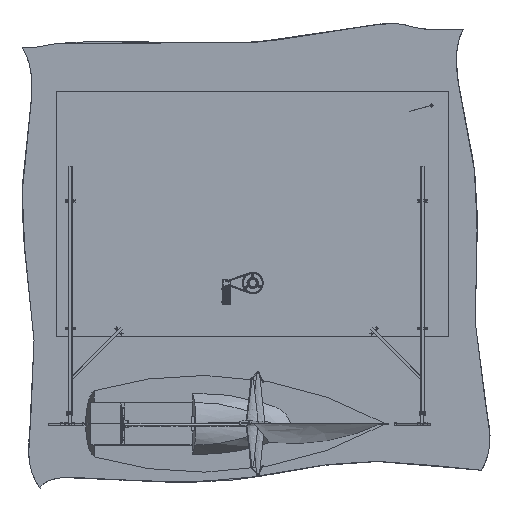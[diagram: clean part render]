
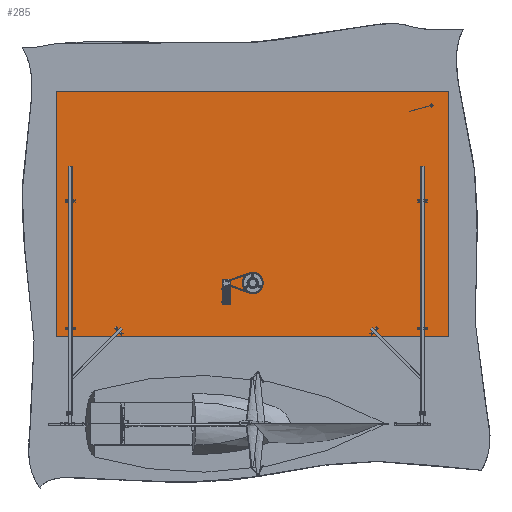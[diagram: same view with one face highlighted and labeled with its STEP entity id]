
A CAD part, top view. The second image highlights one B-rep face of the part: STEP entity #285.
In plain terms, the highlighted planar face has unit normal (0, 0, 1).
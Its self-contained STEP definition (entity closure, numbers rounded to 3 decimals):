
#267 = VERTEX_POINT('',#268);
#268 = CARTESIAN_POINT('',(7353.066,4431.5,500.));
#273 = EDGE_CURVE('',#267,#267,#274,.T.);
#274 = CIRCLE('',#275,60.);
#275 = AXIS2_PLACEMENT_3D('',#276,#277,#278);
#276 = CARTESIAN_POINT('',(7293.066,4431.5,500.));
#277 = DIRECTION('',(0.,0.,-1.));
#278 = DIRECTION('',(-1.,0.,0.));
#285 = ADVANCED_FACE('',(#286,#320,#323),#334,.T.);
#286 = FACE_BOUND('',#287,.T.);
#287 = EDGE_LOOP('',(#288,#298,#306,#314));
#288 = ORIENTED_EDGE('',*,*,#289,.F.);
#289 = EDGE_CURVE('',#290,#292,#294,.T.);
#290 = VERTEX_POINT('',#291);
#291 = CARTESIAN_POINT('',(8000.,5000.,500.));
#292 = VERTEX_POINT('',#293);
#293 = CARTESIAN_POINT('',(8000.,-5000.,500.));
#294 = LINE('',#295,#296);
#295 = CARTESIAN_POINT('',(8000.,5000.,500.));
#296 = VECTOR('',#297,1.);
#297 = DIRECTION('',(0.,-1.,0.));
#298 = ORIENTED_EDGE('',*,*,#299,.F.);
#299 = EDGE_CURVE('',#300,#290,#302,.T.);
#300 = VERTEX_POINT('',#301);
#301 = CARTESIAN_POINT('',(-8000.,5000.,500.));
#302 = LINE('',#303,#304);
#303 = CARTESIAN_POINT('',(-8000.,5000.,500.));
#304 = VECTOR('',#305,1.);
#305 = DIRECTION('',(1.,0.,0.));
#306 = ORIENTED_EDGE('',*,*,#307,.F.);
#307 = EDGE_CURVE('',#308,#300,#310,.T.);
#308 = VERTEX_POINT('',#309);
#309 = CARTESIAN_POINT('',(-8000.,-5000.,500.));
#310 = LINE('',#311,#312);
#311 = CARTESIAN_POINT('',(-8000.,-5000.,500.));
#312 = VECTOR('',#313,1.);
#313 = DIRECTION('',(0.,1.,0.));
#314 = ORIENTED_EDGE('',*,*,#315,.F.);
#315 = EDGE_CURVE('',#292,#308,#316,.T.);
#316 = LINE('',#317,#318);
#317 = CARTESIAN_POINT('',(8000.,-5000.,500.));
#318 = VECTOR('',#319,1.);
#319 = DIRECTION('',(-1.,0.,0.));
#320 = FACE_BOUND('',#321,.T.);
#321 = EDGE_LOOP('',(#322));
#322 = ORIENTED_EDGE('',*,*,#273,.T.);
#323 = FACE_BOUND('',#324,.T.);
#324 = EDGE_LOOP('',(#325));
#325 = ORIENTED_EDGE('',*,*,#326,.T.);
#326 = EDGE_CURVE('',#327,#327,#329,.T.);
#327 = VERTEX_POINT('',#328);
#328 = CARTESIAN_POINT('',(-233.,-2800.,500.));
#329 = CIRCLE('',#330,233.);
#330 = AXIS2_PLACEMENT_3D('',#331,#332,#333);
#331 = CARTESIAN_POINT('',(0.,-2800.,500.));
#332 = DIRECTION('',(0.,0.,-1.));
#333 = DIRECTION('',(-1.,0.,0.));
#334 = PLANE('',#335);
#335 = AXIS2_PLACEMENT_3D('',#336,#337,#338);
#336 = CARTESIAN_POINT('',(0.,0.,500.));
#337 = DIRECTION('',(0.,0.,1.));
#338 = DIRECTION('',(1.,0.,0.));
